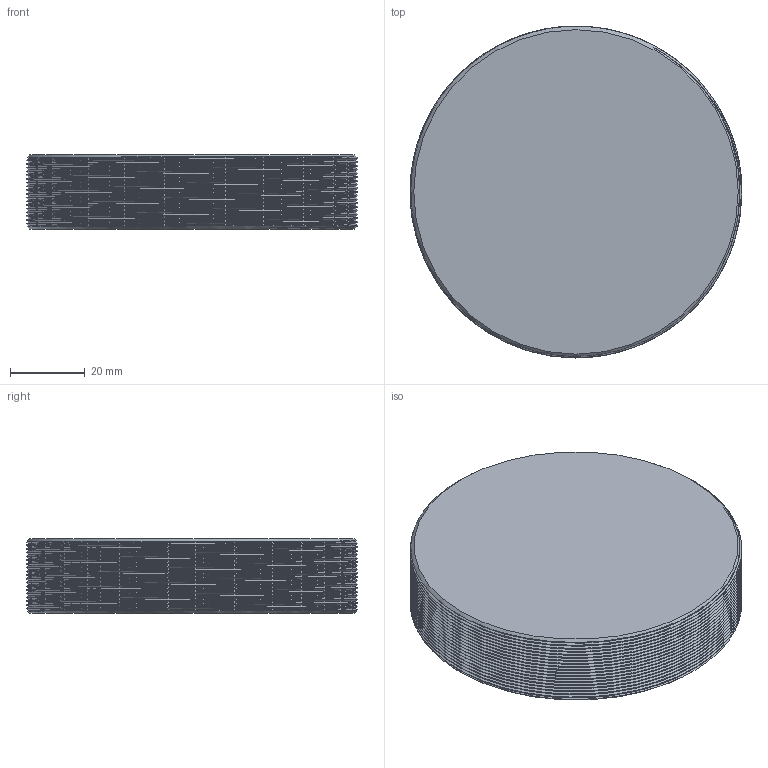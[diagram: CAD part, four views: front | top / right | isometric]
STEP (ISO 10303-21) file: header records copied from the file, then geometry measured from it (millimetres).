
FILE_DESCRIPTION(('FreeCAD Model'),'2;1');
FILE_NAME('Open CASCADE Shape Model','2025-06-25T07:56:17',('BT'),(''), 'Open CASCADE STEP processor 7.8','FreeCAD','Unknown');
FILE_SCHEMA(('AUTOMOTIVE_DESIGN { 1 0 10303 214 1 1 1 1 }'));
Length unit declared in the file: millimetre
Products named in the file (1): 90x20-ThreadedRod
Bounding box: 89.04 x 89.05 x 20 mm (x, y, z)
Volume: 122645.2 mm3; surface area: 21109 mm2
Topology: 1 solids, 1 shells, 87 faces, 175 edges, 90 vertices
Faces by surface type: bspline 61, cylinder 20, cone 4, plane 2
Full cylindrical faces by diameter (mm): 89.05 x18
Entity records: 9736 total; most frequent: CARTESIAN_POINT 8487, ORIENTED_EDGE 350, EDGE_CURVE 175, B_SPLINE_CURVE_WITH_KNOTS 106, VERTEX_POINT 90, DIRECTION 89, ADVANCED_FACE 87, FACE_BOUND 87
